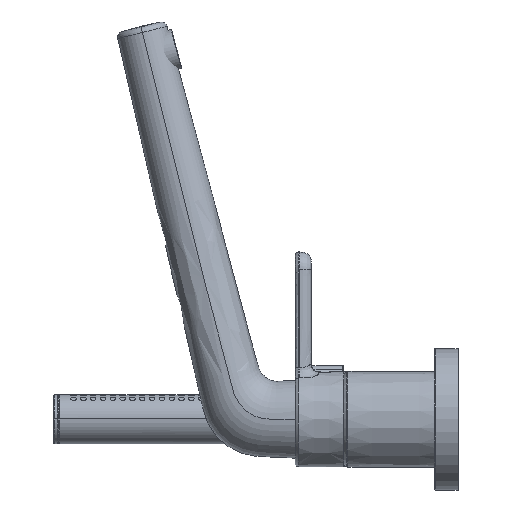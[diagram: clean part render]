
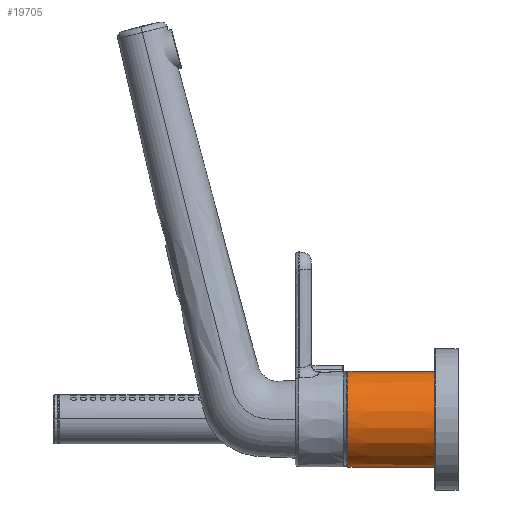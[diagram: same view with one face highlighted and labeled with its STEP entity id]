
A CAD part, left-side view. The second image highlights one B-rep face of the part: STEP entity #19705.
In plain terms, the highlighted conical face has half-angle 0.25 degrees and reference radius 24.675 mm.
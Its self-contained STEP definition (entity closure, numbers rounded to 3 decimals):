
#1347 = ORIENTED_EDGE ( 'NONE', *, *, #8495, .T. ) ;
#1893 = DIRECTION ( 'NONE',  ( 0., -1., 0.004 ) ) ;
#2291 = ORIENTED_EDGE ( 'NONE', *, *, #5606, .T. ) ;
#2315 = EDGE_CURVE ( 'NONE', #2906, #7228, #16269, .T. ) ;
#2690 = CARTESIAN_POINT ( 'NONE',  ( -240., -10., -24.675 ) ) ;
#2844 = CARTESIAN_POINT ( 'NONE',  ( -240., 56.081, 0. ) ) ;
#2906 = VERTEX_POINT ( 'NONE', #4022 ) ;
#3073 = VECTOR ( 'NONE', #13447, 1000. ) ;
#3990 = DIRECTION ( 'NONE',  ( 0., 0., -1. ) ) ;
#4022 = CARTESIAN_POINT ( 'NONE',  ( -240., 56.081, 24.387 ) ) ;
#4302 = VERTEX_POINT ( 'NONE', #16315 ) ;
#5028 = LINE ( 'NONE', #2690, #3073 ) ;
#5562 = CONICAL_SURFACE ( 'NONE', #16720, 24.675, 0.004 ) ;
#5606 = EDGE_CURVE ( 'NONE', #10834, #7228, #13113, .T. ) ;
#5785 = EDGE_LOOP ( 'NONE', ( #11081, #12711, #1347, #2291 ) ) ;
#7217 = DIRECTION ( 'NONE',  ( 0., -1., 0. ) ) ;
#7228 = VERTEX_POINT ( 'NONE', #10696 ) ;
#8019 = CARTESIAN_POINT ( 'NONE',  ( -240., 7.729, -24.598 ) ) ;
#8495 = EDGE_CURVE ( 'NONE', #4302, #10834, #5028, .T. ) ;
#9743 = EDGE_CURVE ( 'NONE', #2906, #4302, #12216, .T. ) ;
#10696 = CARTESIAN_POINT ( 'NONE',  ( -240., 7.729, 24.598 ) ) ;
#10834 = VERTEX_POINT ( 'NONE', #8019 ) ;
#11081 = ORIENTED_EDGE ( 'NONE', *, *, #2315, .F. ) ;
#12216 = CIRCLE ( 'NONE', #16434, 24.387 ) ;
#12711 = ORIENTED_EDGE ( 'NONE', *, *, #9743, .T. ) ;
#12912 = VECTOR ( 'NONE', #1893, 1000. ) ;
#13064 = AXIS2_PLACEMENT_3D ( 'NONE', #13084, #19198, #16364 ) ;
#13084 = CARTESIAN_POINT ( 'NONE',  ( -240., 7.729, 0. ) ) ;
#13113 = CIRCLE ( 'NONE', #13064, 24.598 ) ;
#13325 = DIRECTION ( 'NONE',  ( 0., -1., 0. ) ) ;
#13447 = DIRECTION ( 'NONE',  ( 0., -1., -0.004 ) ) ;
#14939 = DIRECTION ( 'NONE',  ( 0., 0., 1. ) ) ;
#15664 = CARTESIAN_POINT ( 'NONE',  ( -240., -10., 24.675 ) ) ;
#16269 = LINE ( 'NONE', #15664, #12912 ) ;
#16315 = CARTESIAN_POINT ( 'NONE',  ( -240., 56.081, -24.387 ) ) ;
#16364 = DIRECTION ( 'NONE',  ( 0., 0., 1. ) ) ;
#16434 = AXIS2_PLACEMENT_3D ( 'NONE', #2844, #7217, #14939 ) ;
#16720 = AXIS2_PLACEMENT_3D ( 'NONE', #17694, #13325, #3990 ) ;
#17340 = FACE_OUTER_BOUND ( 'NONE', #5785, .T. ) ;
#17694 = CARTESIAN_POINT ( 'NONE',  ( -240., -10., 0. ) ) ;
#19198 = DIRECTION ( 'NONE',  ( 0., 1., 0. ) ) ;
#19705 = ADVANCED_FACE ( 'NONE', ( #17340 ), #5562, .T. ) ;
